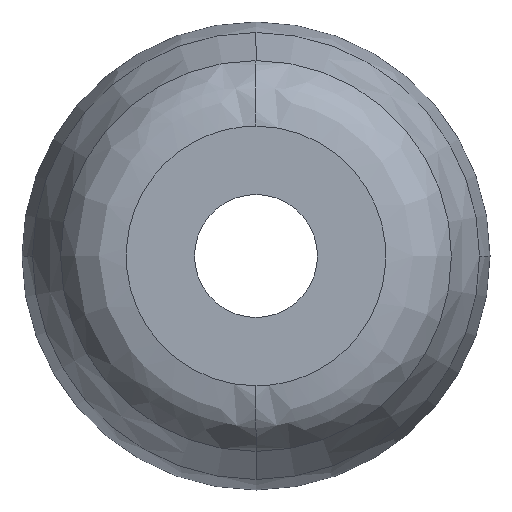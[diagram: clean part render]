
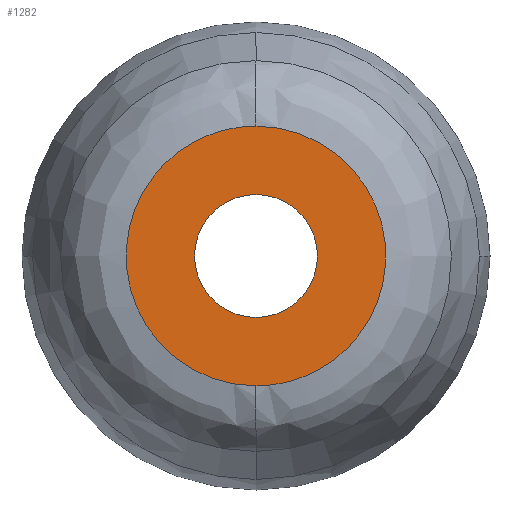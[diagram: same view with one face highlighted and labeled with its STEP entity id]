
A CAD part, left-side view. The second image highlights one B-rep face of the part: STEP entity #1282.
In plain terms, the highlighted planar face has unit normal (-1, 0, 0).
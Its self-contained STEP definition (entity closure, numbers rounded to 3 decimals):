
#21 = CARTESIAN_POINT ( 'NONE',  ( 26.987, 0., 0. ) ) ;
#32 = CARTESIAN_POINT ( 'NONE',  ( 26.987, 0., -11.799 ) ) ;
#44 = DIRECTION ( 'NONE',  ( 1., 0., 0. ) ) ;
#149 = VERTEX_POINT ( 'NONE', #1019 ) ;
#157 = CARTESIAN_POINT ( 'NONE',  ( 26.987, 23.599, -11.799 ) ) ;
#204 = CARTESIAN_POINT ( 'NONE',  ( 26.987, -23.599, -11.799 ) ) ;
#431 = DIRECTION ( 'NONE',  ( 0., 0., 1. ) ) ;
#497 = AXIS2_PLACEMENT_3D ( 'NONE', #21, #697, #591 ) ;
#498 = CARTESIAN_POINT ( 'NONE',  ( 26.987, 0., 11.799 ) ) ;
#554 = CARTESIAN_POINT ( 'NONE',  ( 26.987, 0., -11.799 ) ) ;
#569 = EDGE_CURVE ( 'NONE', #759, #1060, #865, .T. ) ;
#591 = DIRECTION ( 'NONE',  ( 0., 0., -1. ) ) ;
#609 = AXIS2_PLACEMENT_3D ( 'NONE', #1163, #44, #947 ) ;
#619 = ORIENTED_EDGE ( 'NONE', *, *, #771, .T. ) ;
#657 = ORIENTED_EDGE ( 'NONE', *, *, #998, .F. ) ;
#666 = CARTESIAN_POINT ( 'NONE',  ( 26.987, 0., 11.799 ) ) ;
#697 = DIRECTION ( 'NONE',  ( 1., 0., 0. ) ) ;
#729 = PLANE ( 'NONE',  #843 ) ;
#755 = ORIENTED_EDGE ( 'NONE', *, *, #868, .T. ) ;
#759 = VERTEX_POINT ( 'NONE', #666 ) ;
#771 = EDGE_CURVE ( 'NONE', #149, #861, #1271, .T. ) ;
#774 = CIRCLE ( 'NONE', #609, 5.588 ) ;
#843 = AXIS2_PLACEMENT_3D ( 'NONE', #1166, #1008, #431 ) ;
#861 = VERTEX_POINT ( 'NONE', #916 ) ;
#865 =( BOUNDED_CURVE ( )  B_SPLINE_CURVE ( 3, ( #1101, #882, #204, #554 ),
 .UNSPECIFIED., .F., .F. ) 
 B_SPLINE_CURVE_WITH_KNOTS ( ( 4, 4 ),
 ( 0., 1. ),
 .UNSPECIFIED. ) 
 CURVE ( )  GEOMETRIC_REPRESENTATION_ITEM ( )  RATIONAL_B_SPLINE_CURVE ( ( 1., 0.333, 0.333, 1. ) ) 
 REPRESENTATION_ITEM ( '' )  );
#868 = EDGE_CURVE ( 'NONE', #861, #149, #774, .T. ) ;
#873 = EDGE_LOOP ( 'NONE', ( #1194, #657 ) ) ;
#882 = CARTESIAN_POINT ( 'NONE',  ( 26.987, -23.599, 11.799 ) ) ;
#916 = CARTESIAN_POINT ( 'NONE',  ( 26.987, 0., 5.588 ) ) ;
#947 = DIRECTION ( 'NONE',  ( 0., 0., -1. ) ) ;
#998 = EDGE_CURVE ( 'NONE', #1060, #759, #1401, .T. ) ;
#1008 = DIRECTION ( 'NONE',  ( -1., 0., 0. ) ) ;
#1019 = CARTESIAN_POINT ( 'NONE',  ( 26.988, 0., -5.588 ) ) ;
#1030 = CARTESIAN_POINT ( 'NONE',  ( 26.987, 0., -11.799 ) ) ;
#1055 = FACE_BOUND ( 'NONE', #1102, .T. ) ;
#1060 = VERTEX_POINT ( 'NONE', #1030 ) ;
#1101 = CARTESIAN_POINT ( 'NONE',  ( 26.987, 0., 11.799 ) ) ;
#1102 = EDGE_LOOP ( 'NONE', ( #619, #755 ) ) ;
#1107 = FACE_OUTER_BOUND ( 'NONE', #873, .T. ) ;
#1157 = CARTESIAN_POINT ( 'NONE',  ( 26.987, 23.599, 11.799 ) ) ;
#1163 = CARTESIAN_POINT ( 'NONE',  ( 26.987, 0., 0. ) ) ;
#1166 = CARTESIAN_POINT ( 'NONE',  ( 26.987, -11.941, -11.941 ) ) ;
#1194 = ORIENTED_EDGE ( 'NONE', *, *, #569, .F. ) ;
#1271 = CIRCLE ( 'NONE', #497, 5.588 ) ;
#1282 = ADVANCED_FACE ( 'NONE', ( #1055, #1107 ), #729, .T. ) ;
#1401 =( BOUNDED_CURVE ( )  B_SPLINE_CURVE ( 3, ( #32, #157, #1157, #498 ),
 .UNSPECIFIED., .F., .F. ) 
 B_SPLINE_CURVE_WITH_KNOTS ( ( 4, 4 ),
 ( 0., 1. ),
 .UNSPECIFIED. ) 
 CURVE ( )  GEOMETRIC_REPRESENTATION_ITEM ( )  RATIONAL_B_SPLINE_CURVE ( ( 1., 0.333, 0.333, 1. ) ) 
 REPRESENTATION_ITEM ( '' )  );
